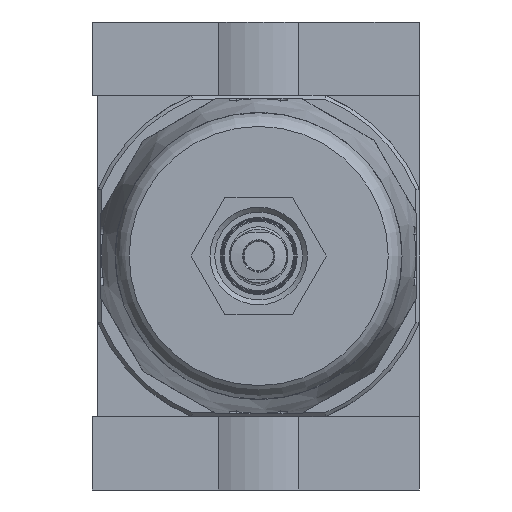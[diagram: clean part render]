
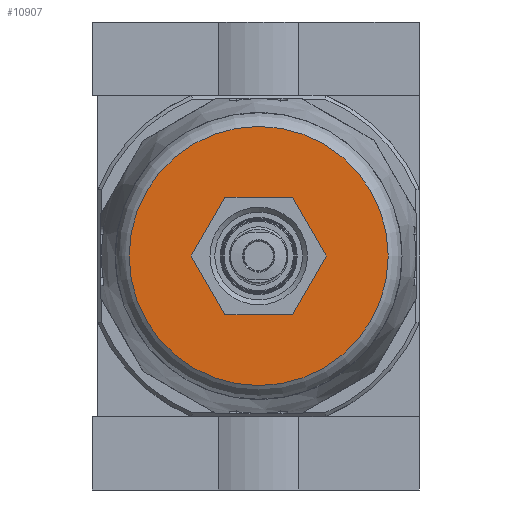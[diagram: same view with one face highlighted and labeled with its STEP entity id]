
A CAD part, front view. The second image highlights one B-rep face of the part: STEP entity #10907.
In plain terms, the highlighted planar face has unit normal (0, -1, 0).
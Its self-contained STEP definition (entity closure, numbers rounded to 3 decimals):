
#766=CIRCLE('',#11637,26.576);
#2433=ORIENTED_EDGE('',*,*,#3898,.T.);
#2434=ORIENTED_EDGE('',*,*,#4047,.T.);
#2435=ORIENTED_EDGE('',*,*,#4062,.T.);
#2436=ORIENTED_EDGE('',*,*,#4059,.T.);
#2437=ORIENTED_EDGE('',*,*,#4056,.T.);
#2438=ORIENTED_EDGE('',*,*,#4053,.T.);
#2439=ORIENTED_EDGE('',*,*,#4050,.T.);
#3898=EDGE_CURVE('',#4924,#4924,#766,.F.);
#4047=EDGE_CURVE('',#5007,#5006,#5641,.T.);
#4050=EDGE_CURVE('',#5009,#5007,#5644,.T.);
#4053=EDGE_CURVE('',#5011,#5009,#5647,.T.);
#4056=EDGE_CURVE('',#5013,#5011,#5650,.T.);
#4059=EDGE_CURVE('',#5015,#5013,#5653,.T.);
#4062=EDGE_CURVE('',#5006,#5015,#5656,.T.);
#4924=VERTEX_POINT('',#16340);
#5006=VERTEX_POINT('',#16844);
#5007=VERTEX_POINT('',#16846);
#5009=VERTEX_POINT('',#16852);
#5011=VERTEX_POINT('',#16858);
#5013=VERTEX_POINT('',#16864);
#5015=VERTEX_POINT('',#16870);
#5641=LINE('',#16845,#6177);
#5644=LINE('',#16851,#6180);
#5647=LINE('',#16857,#6183);
#5650=LINE('',#16863,#6186);
#5653=LINE('',#16869,#6189);
#5656=LINE('',#16874,#6192);
#6177=VECTOR('',#13583,1000.);
#6180=VECTOR('',#13588,1000.);
#6183=VECTOR('',#13593,1000.);
#6186=VECTOR('',#13598,1000.);
#6189=VECTOR('',#13603,1000.);
#6192=VECTOR('',#13608,1000.);
#6780=EDGE_LOOP('',(#2433));
#6781=EDGE_LOOP('',(#2434,#2435,#2436,#2437,#2438,#2439));
#7512=FACE_BOUND('',#6780,.T.);
#7513=FACE_BOUND('',#6781,.T.);
#8046=PLANE('',#11734);
#10907=ADVANCED_FACE('',(#7512,#7513),#8046,.F.);
#11637=AXIS2_PLACEMENT_3D('',#16339,#13327,#13328);
#11734=AXIS2_PLACEMENT_3D('',#16875,#13609,#13610);
#13327=DIRECTION('',(0.,1.,0.));
#13328=DIRECTION('',(0.,0.,1.));
#13583=DIRECTION('',(0.,0.,1.));
#13588=DIRECTION('',(-0.866,0.,0.5));
#13593=DIRECTION('',(-0.866,0.,-0.5));
#13598=DIRECTION('',(0.,0.,-1.));
#13603=DIRECTION('',(0.866,0.,-0.5));
#13608=DIRECTION('',(0.866,0.,0.5));
#13609=DIRECTION('',(0.,1.,0.));
#13610=DIRECTION('',(0.,0.,1.));
#16339=CARTESIAN_POINT('',(0.,-164.,0.));
#16340=CARTESIAN_POINT('',(0.,-164.,26.576));
#16844=CARTESIAN_POINT('',(-12.,-164.,6.928));
#16845=CARTESIAN_POINT('',(-12.,-164.,-6.928));
#16846=CARTESIAN_POINT('',(-12.,-164.,-6.928));
#16851=CARTESIAN_POINT('',(0.,-164.,-13.856));
#16852=CARTESIAN_POINT('',(0.,-164.,-13.856));
#16857=CARTESIAN_POINT('',(12.,-164.,-6.928));
#16858=CARTESIAN_POINT('',(12.,-164.,-6.928));
#16863=CARTESIAN_POINT('',(12.,-164.,6.928));
#16864=CARTESIAN_POINT('',(12.,-164.,6.928));
#16869=CARTESIAN_POINT('',(0.,-164.,13.856));
#16870=CARTESIAN_POINT('',(0.,-164.,13.856));
#16874=CARTESIAN_POINT('',(-12.,-164.,6.928));
#16875=CARTESIAN_POINT('',(0.,-164.,0.));
